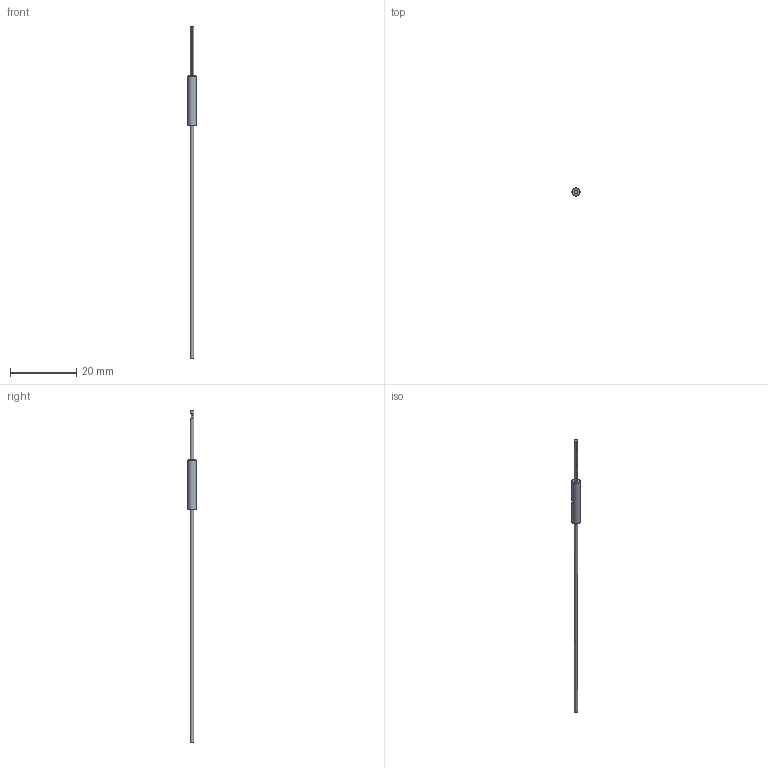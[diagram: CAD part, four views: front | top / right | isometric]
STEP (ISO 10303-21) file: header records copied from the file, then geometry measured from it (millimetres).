
FILE_DESCRIPTION(/* description */ (''),/* implementation_level */ '2;1');
FILE_NAME(/* name */ 'GPF-T026.stp',/* time_stamp */ '2018-12-17T12:00:15+09:00',/* author */ ('user'),/* organization */ (''),/* preprocessor_version */ 'ST-DEVELOPER v17',/* originating_system */ 'Autodesk Inventor 2018',/* authorisation */ '');
FILE_SCHEMA (('AUTOMOTIVE_DESIGN { 1 0 10303 214 3 1 1 }'));
Length unit declared in the file: millimetre
Products named in the file (1): GPF-T007-2
Bounding box: 2.5 x 2.5 x 100 mm (x, y, z)
Volume: 141.7 mm3; surface area: 398.8 mm2
Topology: 1 solids, 1 shells, 17 faces, 35 edges, 22 vertices
Faces by surface type: plane 9, cylinder 5, cone 2, sphere 1
Full cylindrical faces by diameter (mm): 1 x1, 2.5 x1
Entity records: 495 total; most frequent: DIRECTION 86, CARTESIAN_POINT 74, ORIENTED_EDGE 68, EDGE_CURVE 34, AXIS2_PLACEMENT_3D 34, VERTEX_POINT 22, EDGE_LOOP 20, LINE 18
